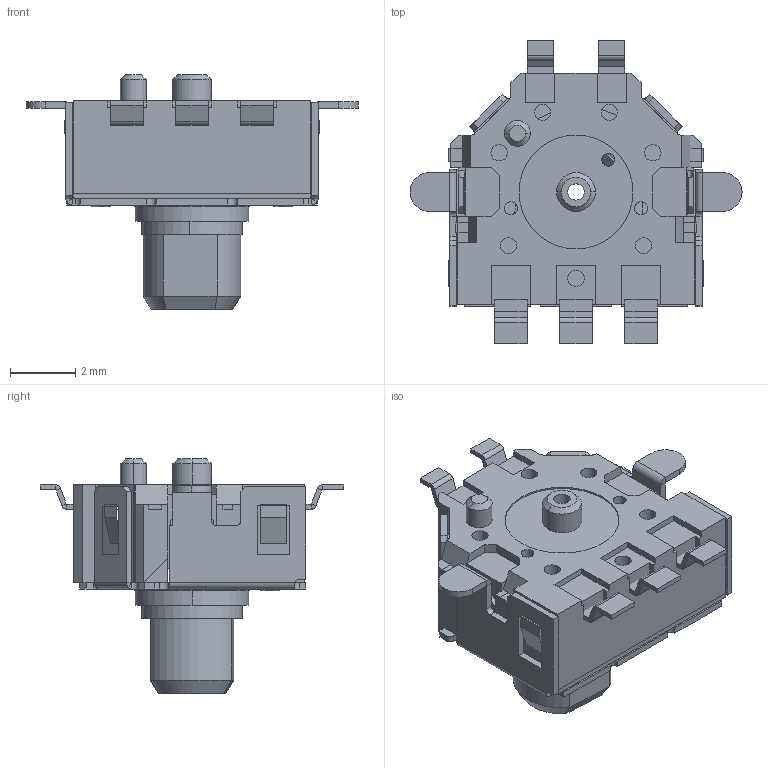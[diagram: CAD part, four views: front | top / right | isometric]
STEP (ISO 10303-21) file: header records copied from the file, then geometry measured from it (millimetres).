
FILE_DESCRIPTION (( 'STEP AP214' ), '1' );
FILE_NAME ('E8 encoder SMT湍羲壽.STEP', '2021-07-02T05:47:56', ( 'User' ), ( 'china' ), 'SwSTEP 2.0', 'SolidWorks 2012', '' );
FILE_SCHEMA (( 'AUTOMOTIVE_DESIGN' ));
Length unit declared in the file: millimetre
Products named in the file (1): E8 encoder SMT湍羲壽
Bounding box: 10.19 x 9.32 x 7.2 mm (x, y, z)
Surface area: 428 mm2 (no closed solid volume)
Topology: 0 solids, 8 shells, 606 faces, 1952 edges, 1344 vertices
Faces by surface type: plane 377, cylinder 158, bspline 57, cone 8, torus 6
Entity records: 30362 total; most frequent: CARTESIAN_POINT 6688, DIRECTION 3419, ORIENTED_EDGE 3413, EDGE_CURVE 1952, VERTEX_POINT 1344, LINE 1301, VECTOR 1301, AXIS2_PLACEMENT_3D 1059
